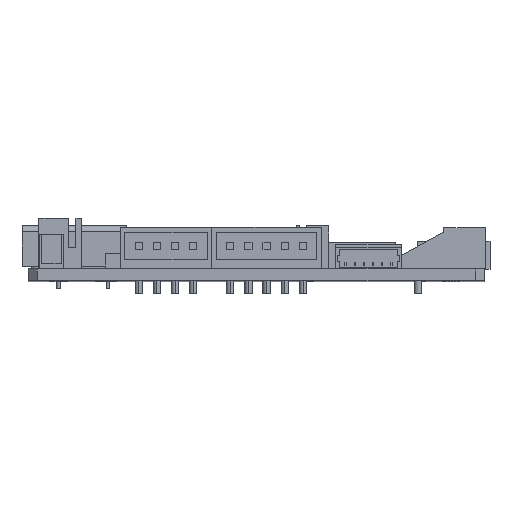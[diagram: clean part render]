
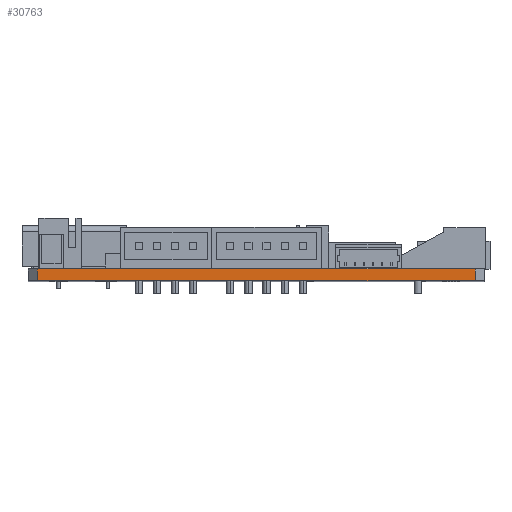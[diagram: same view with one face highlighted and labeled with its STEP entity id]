
A CAD part, top view. The second image highlights one B-rep face of the part: STEP entity #30763.
In plain terms, the highlighted planar face has unit normal (0, 0, 1).
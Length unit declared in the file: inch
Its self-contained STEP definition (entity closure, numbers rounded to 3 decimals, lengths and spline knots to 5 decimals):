
#665 = VECTOR ( 'NONE', #13703, 39.37008 ) ;
#1883 = VECTOR ( 'NONE', #23603, 39.37008 ) ;
#2710 = CARTESIAN_POINT ( 'NONE',  ( 1.184, 0.063, 1.8 ) ) ;
#2904 = CARTESIAN_POINT ( 'NONE',  ( -1.234, 0.063, 1.8 ) ) ;
#3265 = PLANE ( 'NONE',  #6463 ) ;
#5496 = LINE ( 'NONE', #21350, #32999 ) ;
#6463 = AXIS2_PLACEMENT_3D ( 'NONE', #2904, #33212, #27780 ) ;
#6901 = VERTEX_POINT ( 'NONE', #17565 ) ;
#7911 = CARTESIAN_POINT ( 'NONE',  ( 1.184, 0.063, 1.8 ) ) ;
#8345 = EDGE_CURVE ( 'NONE', #27869, #6901, #5496, .T. ) ;
#8695 = DIRECTION ( 'NONE',  ( 1., 0., 0. ) ) ;
#9580 = CARTESIAN_POINT ( 'NONE',  ( -1.184, 0.063, 1.8 ) ) ;
#10451 = LINE ( 'NONE', #2710, #665 ) ;
#11011 = FACE_OUTER_BOUND ( 'NONE', #32124, .T. ) ;
#13703 = DIRECTION ( 'NONE',  ( 0., 1., 0. ) ) ;
#15601 = EDGE_CURVE ( 'NONE', #32285, #16326, #33425, .T. ) ;
#16011 = VECTOR ( 'NONE', #8695, 39.37008 ) ;
#16326 = VERTEX_POINT ( 'NONE', #7911 ) ;
#16335 = EDGE_CURVE ( 'NONE', #32285, #27869, #35165, .T. ) ;
#17565 = CARTESIAN_POINT ( 'NONE',  ( 1.184, 0., 1.8 ) ) ;
#18633 = ORIENTED_EDGE ( 'NONE', *, *, #15601, .F. ) ;
#20782 = ORIENTED_EDGE ( 'NONE', *, *, #16335, .T. ) ;
#21350 = CARTESIAN_POINT ( 'NONE',  ( -1.234, 0., 1.8 ) ) ;
#23603 = DIRECTION ( 'NONE',  ( 0., -1., 0. ) ) ;
#24483 = ORIENTED_EDGE ( 'NONE', *, *, #8345, .T. ) ;
#25462 = CARTESIAN_POINT ( 'NONE',  ( -1.234, 0.063, 1.8 ) ) ;
#25796 = CARTESIAN_POINT ( 'NONE',  ( -1.184, 0., 1.8 ) ) ;
#27780 = DIRECTION ( 'NONE',  ( -1., 0., 0. ) ) ;
#27869 = VERTEX_POINT ( 'NONE', #25796 ) ;
#28156 = EDGE_CURVE ( 'NONE', #6901, #16326, #10451, .T. ) ;
#29931 = ORIENTED_EDGE ( 'NONE', *, *, #28156, .T. ) ;
#30763 = ADVANCED_FACE ( 'NONE', ( #11011 ), #3265, .F. ) ;
#31915 = CARTESIAN_POINT ( 'NONE',  ( -1.184, 0.063, 1.8 ) ) ;
#32124 = EDGE_LOOP ( 'NONE', ( #24483, #29931, #18633, #20782 ) ) ;
#32285 = VERTEX_POINT ( 'NONE', #9580 ) ;
#32999 = VECTOR ( 'NONE', #35276, 39.37008 ) ;
#33212 = DIRECTION ( 'NONE',  ( 0., 0., -1. ) ) ;
#33425 = LINE ( 'NONE', #25462, #16011 ) ;
#35165 = LINE ( 'NONE', #31915, #1883 ) ;
#35276 = DIRECTION ( 'NONE',  ( 1., 0., 0. ) ) ;
